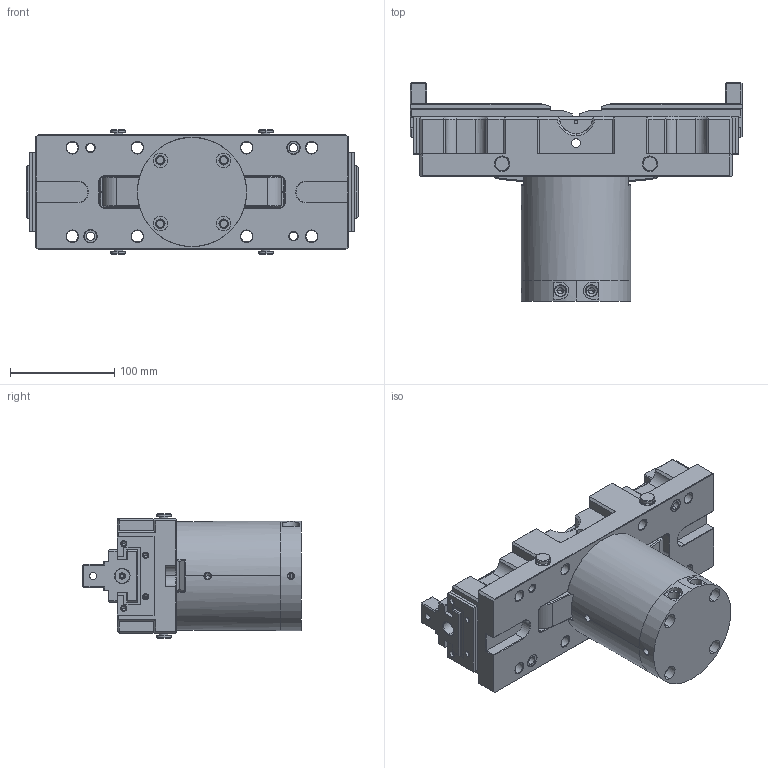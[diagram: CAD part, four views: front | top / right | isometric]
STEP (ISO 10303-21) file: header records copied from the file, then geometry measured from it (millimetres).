
FILE_DESCRIPTION (( 'STEP AP203' ), '1' );
FILE_NAME ('蚾饜极CP-50.STEP', '2020-01-14T05:33:34', ( '' ), ( '' ), 'SwSTEP 2.0', 'SolidWorks 2017', '' );
FILE_SCHEMA (( 'CONFIG_CONTROL_DESIGN' ));
Length unit declared in the file: millimetre
Products named in the file (14): 蚾饜极CP-50; CP-50-22101-01活塞杆; 裔啣滅鳥輸; 裔啣; 錨璃4; CP-50-22101-04Z酘賑輸; 2-种杶; 蟀裝; 綴裔; 笢潔鳥裔; 50种; CP-50-22101-02; CP-50-22101-04Z掛极; 笢潔裔沭
Assembly tree (20 placements, depth 2):
  蚾饜极CP-50
    綴裔
    CP-50-22101-02
    CP-50-22101-01活塞杆
    錨璃4
    CP-50-22101-04Z掛极
    CP-50-22101-04Z酘賑輸  x2
    笢潔鳥裔
    笢潔裔沭  x2
    裔啣  x2
    裔啣滅鳥輸  x2
    蟀裝  x2
    50种  x2
    2-种杶  x2
Bounding box: 319.09 x 210 x 120 mm (x, y, z)
Volume: 2426308.7 mm3; surface area: 463447.1 mm2
Topology: 20 solids, 20 shells, 1399 faces, 3562 edges, 2208 vertices
Faces by surface type: plane 624, cylinder 496, cone 229, sphere 34, torus 10, bspline 6
Entity records: 34409 total; most frequent: CARTESIAN_POINT 7211, DIRECTION 5421, ORIENTED_EDGE 5230, EDGE_CURVE 2615, AXIS2_PLACEMENT_3D 1949, VERTEX_POINT 1632, VECTOR 1523, LINE 1523
